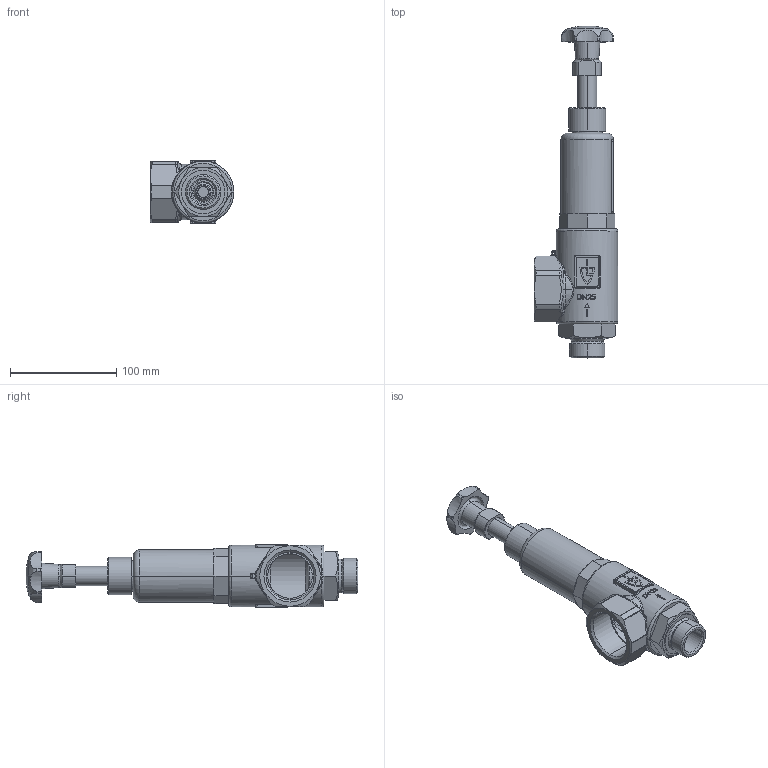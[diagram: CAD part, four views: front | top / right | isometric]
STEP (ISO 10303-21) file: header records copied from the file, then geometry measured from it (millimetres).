
FILE_DESCRIPTION (( 'STEP AP214' ), '1' );
FILE_NAME ('453bGFO-25-M-F-25-40.STEP', '2023-12-01T07:23:36', ( '' ), ( '' ), 'SwSTEP 2.0', 'SolidWorks 2022', '' );
FILE_SCHEMA (( 'AUTOMOTIVE_DESIGN' ));
Length unit declared in the file: millimetre
Products named in the file (1): 453bGFO-25-M-F-25-40
Bounding box: 79 x 312.53 x 59 mm (x, y, z)
Volume: 251299 mm3; surface area: 111514.8 mm2
Topology: 7 solids, 7 shells, 659 faces, 1596 edges, 971 vertices
Faces by surface type: plane 209, cylinder 167, bspline 160, cone 77, torus 44, sphere 2
Entity records: 32406 total; most frequent: CARTESIAN_POINT 10665, ORIENTED_EDGE 3152, DIRECTION 2795, EDGE_CURVE 1576, AXIS2_PLACEMENT_3D 1086, VERTEX_POINT 971, EDGE_LOOP 715, UNCERTAINTY_MEASURE_WITH_UNIT 668
